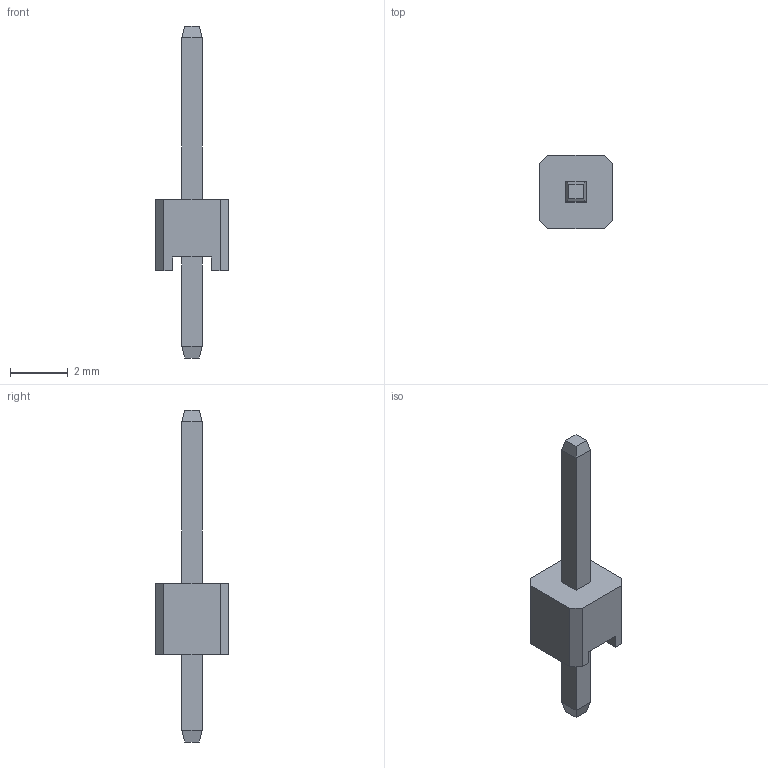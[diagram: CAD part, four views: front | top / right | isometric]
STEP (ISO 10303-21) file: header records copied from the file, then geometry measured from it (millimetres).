
FILE_DESCRIPTION(/* description */ (''),/* implementation_level */ '2;1');
FILE_NAME(/* name */ 'HDR2_54-1P-190662.stp',/* time_stamp */ '2021-11-18T19:52:51+09:00',/* author */ ('KSG'),/* organization */ (''),/* preprocessor_version */ 'ST-DEVELOPER v17',/* originating_system */ 'Autodesk Inventor 2019',/* authorisation */ '');
FILE_SCHEMA (('AUTOMOTIVE_DESIGN { 1 0 10303 214 3 1 1 }'));
Length unit declared in the file: millimetre
Products named in the file (1): HDR2_54-1P-190662
Bounding box: 2.54 x 2.54 x 11.5 mm (x, y, z)
Volume: 18.4 mm3; surface area: 62.9 mm2
Topology: 1 solids, 1 shells, 32 faces, 76 edges, 48 vertices
Faces by surface type: plane 32
Entity records: 935 total; most frequent: CARTESIAN_POINT 157, ORIENTED_EDGE 152, DIRECTION 142, LINE 76, VECTOR 76, EDGE_CURVE 76, VERTEX_POINT 48, EDGE_LOOP 34
